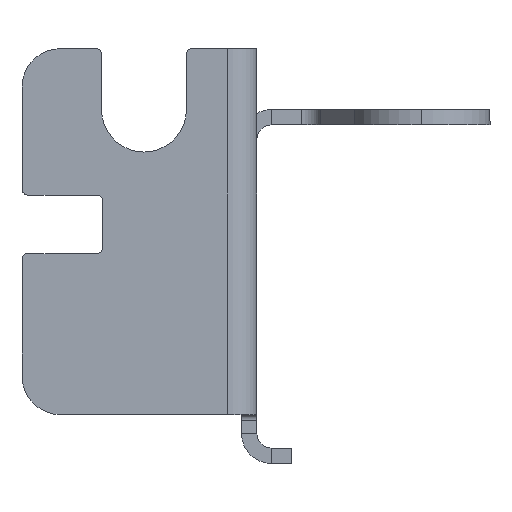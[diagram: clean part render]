
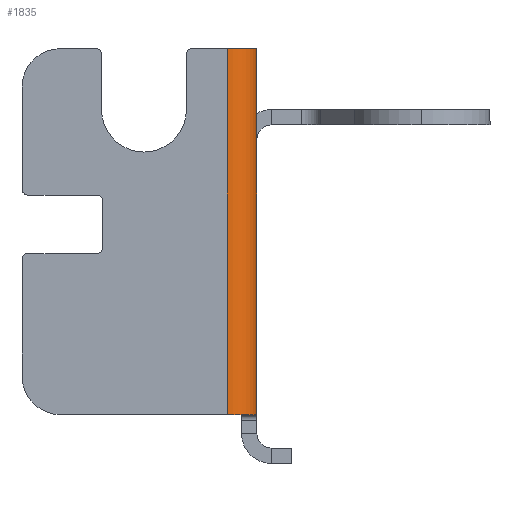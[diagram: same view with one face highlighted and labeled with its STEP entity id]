
A CAD part, left-side view. The second image highlights one B-rep face of the part: STEP entity #1835.
In plain terms, the highlighted cylindrical face has radius 1.537 mm (diameter 3.073 mm), a partial arc.
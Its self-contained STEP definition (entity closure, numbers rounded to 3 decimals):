
#6 = VERTEX_POINT ( 'NONE', #257 ) ;
#246 = EDGE_CURVE ( 'NONE', #1916, #6, #506, .T. ) ;
#257 = CARTESIAN_POINT ( 'NONE',  ( -119.278, -0.8, -6.667 ) ) ;
#299 = DIRECTION ( 'NONE',  ( 0., 0., 1. ) ) ;
#328 = EDGE_CURVE ( 'NONE', #1021, #2800, #2817, .T. ) ;
#353 = FACE_OUTER_BOUND ( 'NONE', #507, .T. ) ;
#367 = ORIENTED_EDGE ( 'NONE', *, *, #246, .F. ) ;
#506 = LINE ( 'NONE', #3000, #534 ) ;
#507 = EDGE_LOOP ( 'NONE', ( #367, #2737, #2732, #2471 ) ) ;
#534 = VECTOR ( 'NONE', #2441, 1000. ) ;
#567 = CARTESIAN_POINT ( 'NONE',  ( -120.815, 0.737, 12.383 ) ) ;
#631 = EDGE_CURVE ( 'NONE', #6, #1021, #651, .T. ) ;
#651 = CIRCLE ( 'NONE', #3399, 1.537 ) ;
#1021 = VERTEX_POINT ( 'NONE', #3319 ) ;
#1040 = AXIS2_PLACEMENT_3D ( 'NONE', #2239, #299, #1450 ) ;
#1220 = DIRECTION ( 'NONE',  ( -1., 0., 0. ) ) ;
#1335 = DIRECTION ( 'NONE',  ( 0., 0., -1. ) ) ;
#1450 = DIRECTION ( 'NONE',  ( 1., 0., 0. ) ) ;
#1697 = DIRECTION ( 'NONE',  ( 1., 0., 0. ) ) ;
#1751 = CYLINDRICAL_SURFACE ( 'NONE', #2510, 1.537 ) ;
#1835 = ADVANCED_FACE ( 'NONE', ( #353 ), #1751, .T. ) ;
#1916 = VERTEX_POINT ( 'NONE', #2349 ) ;
#2011 = DIRECTION ( 'NONE',  ( 0., 0., 1. ) ) ;
#2113 = VECTOR ( 'NONE', #2011, 1000. ) ;
#2239 = CARTESIAN_POINT ( 'NONE',  ( -119.278, 0.737, 12.383 ) ) ;
#2289 = CARTESIAN_POINT ( 'NONE',  ( -120.815, 0.737, 9.208 ) ) ;
#2349 = CARTESIAN_POINT ( 'NONE',  ( -119.278, -0.8, 12.383 ) ) ;
#2363 = DIRECTION ( 'NONE',  ( 0., 0., 1. ) ) ;
#2441 = DIRECTION ( 'NONE',  ( 0., 0., -1. ) ) ;
#2471 = ORIENTED_EDGE ( 'NONE', *, *, #631, .F. ) ;
#2510 = AXIS2_PLACEMENT_3D ( 'NONE', #3186, #2363, #1220 ) ;
#2732 = ORIENTED_EDGE ( 'NONE', *, *, #328, .F. ) ;
#2737 = ORIENTED_EDGE ( 'NONE', *, *, #3512, .F. ) ;
#2749 = CARTESIAN_POINT ( 'NONE',  ( -119.278, 0.737, -6.667 ) ) ;
#2800 = VERTEX_POINT ( 'NONE', #567 ) ;
#2817 = LINE ( 'NONE', #2289, #2113 ) ;
#3000 = CARTESIAN_POINT ( 'NONE',  ( -119.278, -0.8, 12.383 ) ) ;
#3186 = CARTESIAN_POINT ( 'NONE',  ( -119.278, 0.737, 12.383 ) ) ;
#3319 = CARTESIAN_POINT ( 'NONE',  ( -120.815, 0.737, -6.667 ) ) ;
#3399 = AXIS2_PLACEMENT_3D ( 'NONE', #2749, #1335, #1697 ) ;
#3512 = EDGE_CURVE ( 'NONE', #2800, #1916, #3541, .T. ) ;
#3541 = CIRCLE ( 'NONE', #1040, 1.537 ) ;
